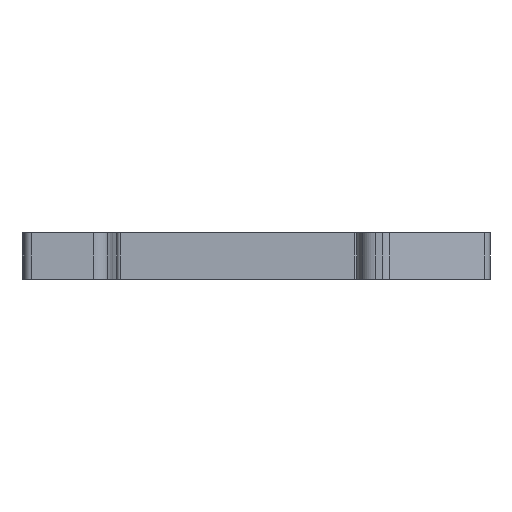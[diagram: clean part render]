
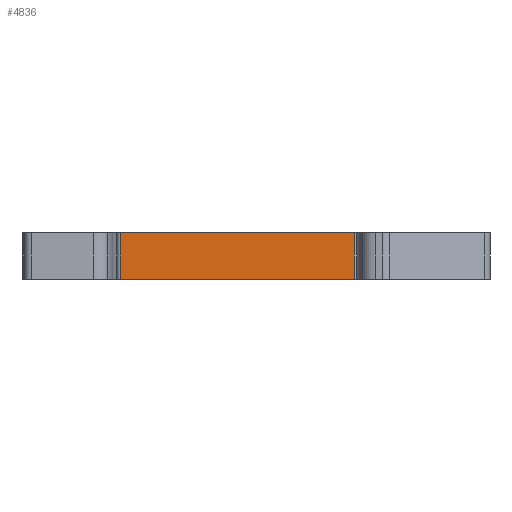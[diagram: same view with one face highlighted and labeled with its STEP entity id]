
A CAD part, front view. The second image highlights one B-rep face of the part: STEP entity #4836.
In plain terms, the highlighted planar face has unit normal (0, -1, 0).
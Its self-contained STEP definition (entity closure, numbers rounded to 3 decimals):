
#395=DIRECTION('',(1.,0.,0.));
#396=VECTOR('',#395,30.895);
#397=CARTESIAN_POINT('',(-17.895,-11.6,-3.1));
#398=LINE('',#397,#396);
#1255=DIRECTION('',(1.,0.,0.));
#1256=VECTOR('',#1255,30.895);
#1257=CARTESIAN_POINT('',(-17.895,-11.6,3.1));
#1258=LINE('',#1257,#1256);
#1888=DIRECTION('',(0.,0.,1.));
#1889=VECTOR('',#1888,6.2);
#1890=CARTESIAN_POINT('',(13.,-11.6,-3.1));
#1891=LINE('',#1890,#1889);
#1892=DIRECTION('',(0.,0.,1.));
#1893=VECTOR('',#1892,6.2);
#1894=CARTESIAN_POINT('',(-17.895,-11.6,-3.1));
#1895=LINE('',#1894,#1893);
#2248=CARTESIAN_POINT('',(-17.895,-11.6,-3.1));
#2249=VERTEX_POINT('',#2248);
#2250=CARTESIAN_POINT('',(13.,-11.6,-3.1));
#2251=VERTEX_POINT('',#2250);
#2498=CARTESIAN_POINT('',(-17.895,-11.6,3.1));
#2499=VERTEX_POINT('',#2498);
#2500=CARTESIAN_POINT('',(13.,-11.6,3.1));
#2501=VERTEX_POINT('',#2500);
#4824=CARTESIAN_POINT('',(-17.895,-11.6,-3.1));
#4825=DIRECTION('',(0.,-1.,0.));
#4826=DIRECTION('',(1.,0.,0.));
#4827=AXIS2_PLACEMENT_3D('',#4824,#4825,#4826);
#4828=PLANE('',#4827);
#4829=ORIENTED_EDGE('',*,*,#2963,.F.);
#4831=ORIENTED_EDGE('',*,*,#4830,.T.);
#4832=ORIENTED_EDGE('',*,*,#3666,.T.);
#4833=ORIENTED_EDGE('',*,*,#4817,.F.);
#4834=EDGE_LOOP('',(#4829,#4831,#4832,#4833));
#4835=FACE_OUTER_BOUND('',#4834,.F.);
#2963=EDGE_CURVE('',#2249,#2251,#398,.T.);
#3666=EDGE_CURVE('',#2499,#2501,#1258,.T.);
#4817=EDGE_CURVE('',#2251,#2501,#1891,.T.);
#4830=EDGE_CURVE('',#2249,#2499,#1895,.T.);
#4836=ADVANCED_FACE('',(#4835),#4828,.T.);
